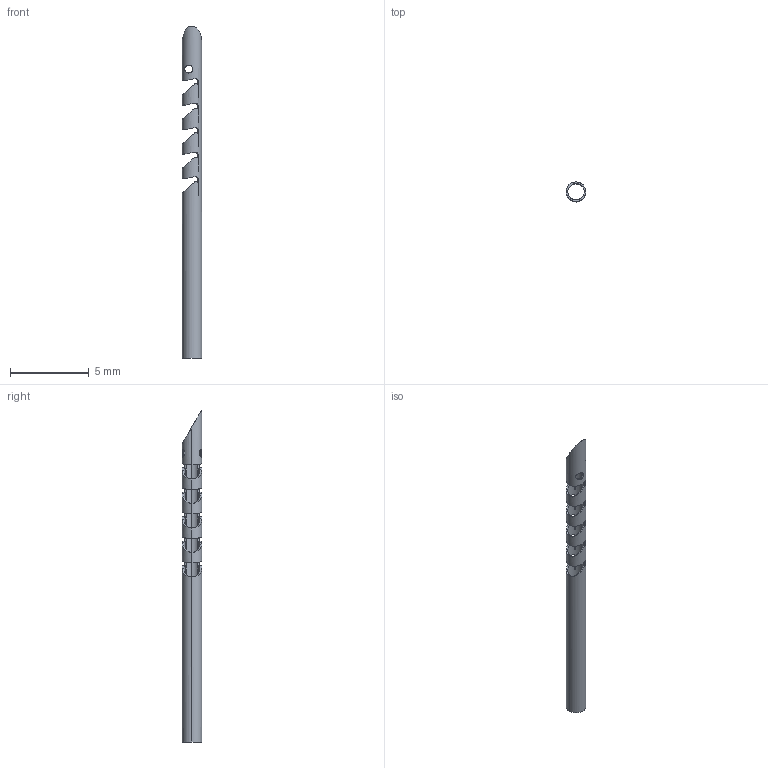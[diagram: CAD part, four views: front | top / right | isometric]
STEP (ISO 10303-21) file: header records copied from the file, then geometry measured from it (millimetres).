
FILE_DESCRIPTION (( 'STEP AP203' ), '1' );
FILE_NAME ('135deg CCM V-1 Wrist left.STEP', '2018-01-30T21:44:10', ( '' ), ( '' ), 'SwSTEP 2.0', 'SolidWorks 2014', '' );
FILE_SCHEMA (( 'CONFIG_CONTROL_DESIGN' ));
Length unit declared in the file: millimetre
Products named in the file (1): 135deg CCM V-1 Wrist left
Bounding box: 1.24 x 1.24 x 21.09 mm (x, y, z)
Volume: 6.4 mm3; surface area: 132.5 mm2
Topology: 1 solids, 1 shells, 110 faces, 314 edges, 196 vertices
Faces by surface type: bspline 60, plane 42, cylinder 8
Entity records: 8424 total; most frequent: CARTESIAN_POINT 6062, ORIENTED_EDGE 628, EDGE_CURVE 314, DIRECTION 238, B_SPLINE_CURVE_WITH_KNOTS 198, VERTEX_POINT 196, EDGE_LOOP 116, FACE_OUTER_BOUND 110
